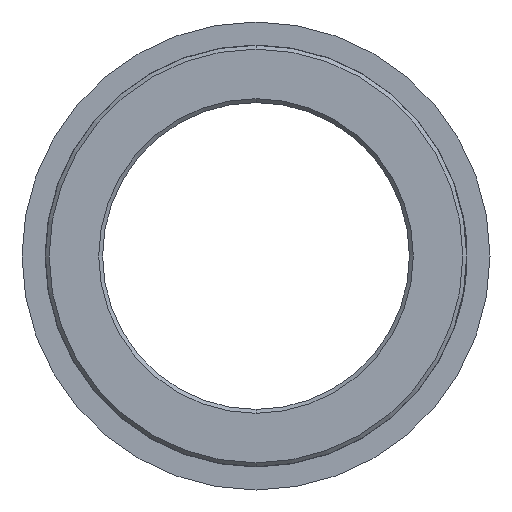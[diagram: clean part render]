
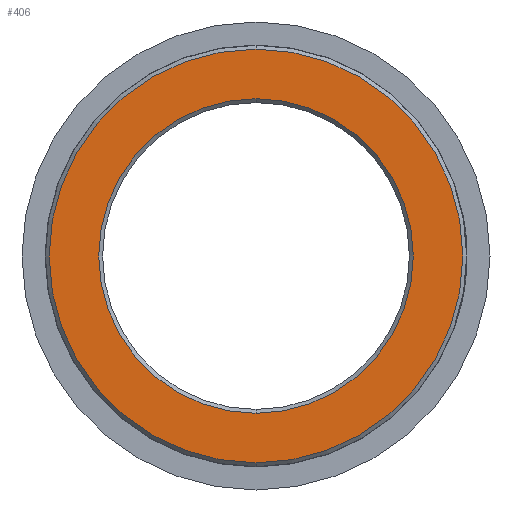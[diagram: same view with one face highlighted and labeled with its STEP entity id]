
A CAD part, front view. The second image highlights one B-rep face of the part: STEP entity #406.
In plain terms, the highlighted planar face has unit normal (0, -1, 0).
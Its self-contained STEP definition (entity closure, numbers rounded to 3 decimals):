
#96 = EDGE_LOOP ( 'NONE', ( #624, #253 ) ) ;
#110 = AXIS2_PLACEMENT_3D ( 'NONE', #2424, #542, #2229 ) ;
#157 = CARTESIAN_POINT ( 'NONE',  ( 0., -56.313, 0. ) ) ;
#158 = CARTESIAN_POINT ( 'NONE',  ( 0., -56.313, -20.5 ) ) ;
#185 = CIRCLE ( 'NONE', #193, 20.5 ) ;
#193 = AXIS2_PLACEMENT_3D ( 'NONE', #157, #2269, #1428 ) ;
#238 = CIRCLE ( 'NONE', #465, 26.96 ) ;
#253 = ORIENTED_EDGE ( 'NONE', *, *, #2540, .T. ) ;
#297 = CARTESIAN_POINT ( 'NONE',  ( 0., -56.313, 20.5 ) ) ;
#374 = EDGE_CURVE ( 'NONE', #448, #849, #2075, .T. ) ;
#406 = ADVANCED_FACE ( 'NONE', ( #1540, #928 ), #1364, .T. ) ;
#413 = AXIS2_PLACEMENT_3D ( 'NONE', #692, #1127, #2605 ) ;
#448 = VERTEX_POINT ( 'NONE', #158 ) ;
#465 = AXIS2_PLACEMENT_3D ( 'NONE', #2060, #2644, #988 ) ;
#542 = DIRECTION ( 'NONE',  ( 0., -1., 0. ) ) ;
#624 = ORIENTED_EDGE ( 'NONE', *, *, #1843, .T. ) ;
#692 = CARTESIAN_POINT ( 'NONE',  ( 0., -56.313, 0. ) ) ;
#717 = CIRCLE ( 'NONE', #413, 26.96 ) ;
#844 = CARTESIAN_POINT ( 'NONE',  ( 0., -56.313, -26.96 ) ) ;
#849 = VERTEX_POINT ( 'NONE', #297 ) ;
#928 = FACE_BOUND ( 'NONE', #1643, .T. ) ;
#988 = DIRECTION ( 'NONE',  ( 0., 0., -1. ) ) ;
#1061 = ORIENTED_EDGE ( 'NONE', *, *, #374, .F. ) ;
#1127 = DIRECTION ( 'NONE',  ( 0., -1., 0. ) ) ;
#1333 = ORIENTED_EDGE ( 'NONE', *, *, #2579, .F. ) ;
#1364 = PLANE ( 'NONE',  #110 ) ;
#1428 = DIRECTION ( 'NONE',  ( 0., 0., -1. ) ) ;
#1540 = FACE_OUTER_BOUND ( 'NONE', #96, .T. ) ;
#1643 = EDGE_LOOP ( 'NONE', ( #1061, #1333 ) ) ;
#1843 = EDGE_CURVE ( 'NONE', #2580, #2369, #238, .T. ) ;
#1847 = CARTESIAN_POINT ( 'NONE',  ( 0., -56.313, 26.96 ) ) ;
#1875 = CARTESIAN_POINT ( 'NONE',  ( 0., -56.313, 0. ) ) ;
#2060 = CARTESIAN_POINT ( 'NONE',  ( 0., -56.313, 0. ) ) ;
#2075 = CIRCLE ( 'NONE', #2333, 20.5 ) ;
#2082 = DIRECTION ( 'NONE',  ( 0., -1., 0. ) ) ;
#2229 = DIRECTION ( 'NONE',  ( 0., 0., -1. ) ) ;
#2269 = DIRECTION ( 'NONE',  ( 0., -1., 0. ) ) ;
#2299 = DIRECTION ( 'NONE',  ( 0., 0., -1. ) ) ;
#2333 = AXIS2_PLACEMENT_3D ( 'NONE', #1875, #2082, #2299 ) ;
#2369 = VERTEX_POINT ( 'NONE', #844 ) ;
#2424 = CARTESIAN_POINT ( 'NONE',  ( 26.96, -56.313, 0. ) ) ;
#2540 = EDGE_CURVE ( 'NONE', #2369, #2580, #717, .T. ) ;
#2579 = EDGE_CURVE ( 'NONE', #849, #448, #185, .T. ) ;
#2580 = VERTEX_POINT ( 'NONE', #1847 ) ;
#2605 = DIRECTION ( 'NONE',  ( 0., 0., -1. ) ) ;
#2644 = DIRECTION ( 'NONE',  ( 0., -1., 0. ) ) ;
